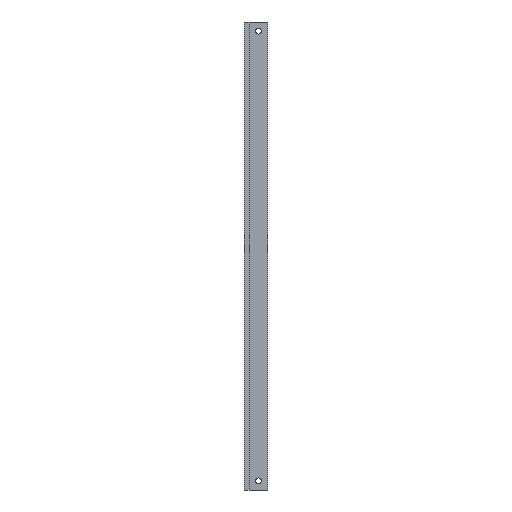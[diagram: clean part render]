
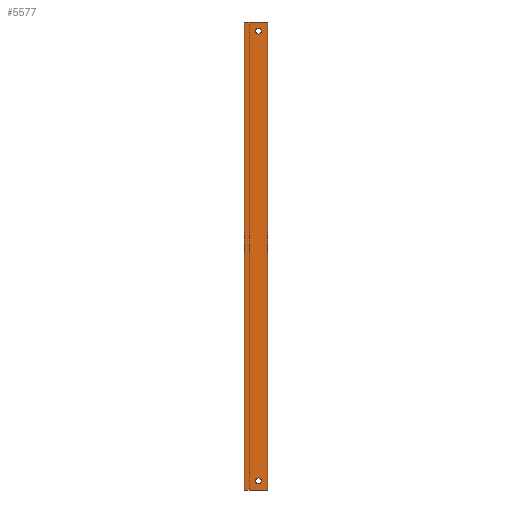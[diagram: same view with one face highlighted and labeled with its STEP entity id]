
A CAD part, front view. The second image highlights one B-rep face of the part: STEP entity #5577.
In plain terms, the highlighted free-form (B-spline) face has degree [1, 1] with [2, 2] control points.
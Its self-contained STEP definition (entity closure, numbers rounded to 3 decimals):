
#5460=(
BOUNDED_SURFACE()
B_SPLINE_SURFACE(1,1,((#5461,#5462),(#5463,#5464)),.UNSPECIFIED.,.F.,.F.,.F.)
B_SPLINE_SURFACE_WITH_KNOTS((2,2),(2,2),(0.000,1.000),(0.000,1.000),.UNSPECIFIED.)
GEOMETRIC_REPRESENTATION_ITEM()
RATIONAL_B_SPLINE_SURFACE(((1.,1.),(1.,1.)))
REPRESENTATION_ITEM('')
SURFACE()
);
#5461=CARTESIAN_POINT('',(-13.314,0.,12.314));
#5462=CARTESIAN_POINT('',(21.314,0.,12.314));
#5463=CARTESIAN_POINT('',(-13.314,0.,-215.514));
#5464=CARTESIAN_POINT('',(21.314,0.,-215.514));
#5465=CARTESIAN_POINT('',(-1.,0.,0.));
#5466=VERTEX_POINT('',#5465);
#5467=(
BOUNDED_CURVE()
B_SPLINE_CURVE(1,(#5468,#5469),.UNSPECIFIED.,.F.,.F.)
B_SPLINE_CURVE_WITH_KNOTS((2,2),(0.000,1.000),.UNSPECIFIED.)
CURVE()
GEOMETRIC_REPRESENTATION_ITEM()
RATIONAL_B_SPLINE_CURVE((1.,1.))
REPRESENTATION_ITEM('')
);
#5468=CARTESIAN_POINT('',(-1.,0.,0.));
#5469=CARTESIAN_POINT('',(1.,0.,0.));
#5470=CARTESIAN_POINT('',(1.,0.,0.));
#5471=VERTEX_POINT('',#5470);
#5472=EDGE_CURVE('',#5466,#5471,#5467,.T.);
#5473=ORIENTED_EDGE('',*,*,#5472,.T.);
#5474=(
BOUNDED_CURVE()
B_SPLINE_CURVE(1,(#5475,#5476),.UNSPECIFIED.,.F.,.F.)
B_SPLINE_CURVE_WITH_KNOTS((2,2),(0.000,1.000),.UNSPECIFIED.)
CURVE()
GEOMETRIC_REPRESENTATION_ITEM()
RATIONAL_B_SPLINE_CURVE((1.,1.))
REPRESENTATION_ITEM('')
);
#5475=CARTESIAN_POINT('',(1.,0.,0.));
#5476=CARTESIAN_POINT('',(9.,0.,0.));
#5477=CARTESIAN_POINT('',(9.,0.,0.));
#5478=VERTEX_POINT('',#5477);
#5479=EDGE_CURVE('',#5471,#5478,#5474,.T.);
#5480=ORIENTED_EDGE('',*,*,#5479,.T.);
#5481=(
BOUNDED_CURVE()
B_SPLINE_CURVE(1,(#5482,#5483),.UNSPECIFIED.,.F.,.F.)
B_SPLINE_CURVE_WITH_KNOTS((2,2),(0.000,1.000),.UNSPECIFIED.)
CURVE()
GEOMETRIC_REPRESENTATION_ITEM()
RATIONAL_B_SPLINE_CURVE((1.,1.))
REPRESENTATION_ITEM('')
);
#5482=CARTESIAN_POINT('',(9.,0.,0.));
#5483=CARTESIAN_POINT('',(9.,0.,-203.2));
#5484=CARTESIAN_POINT('',(9.,0.,-203.2));
#5485=VERTEX_POINT('',#5484);
#5486=EDGE_CURVE('',#5478,#5485,#5481,.T.);
#5487=ORIENTED_EDGE('',*,*,#5486,.T.);
#5488=(
BOUNDED_CURVE()
B_SPLINE_CURVE(1,(#5489,#5490),.UNSPECIFIED.,.F.,.F.)
B_SPLINE_CURVE_WITH_KNOTS((2,2),(0.000,1.000),.UNSPECIFIED.)
CURVE()
GEOMETRIC_REPRESENTATION_ITEM()
RATIONAL_B_SPLINE_CURVE((1.,1.))
REPRESENTATION_ITEM('')
);
#5489=CARTESIAN_POINT('',(9.,0.,-203.2));
#5490=CARTESIAN_POINT('',(1.,0.,-203.2));
#5491=CARTESIAN_POINT('',(1.,0.,-203.2));
#5492=VERTEX_POINT('',#5491);
#5493=EDGE_CURVE('',#5485,#5492,#5488,.T.);
#5494=ORIENTED_EDGE('',*,*,#5493,.T.);
#5495=(
BOUNDED_CURVE()
B_SPLINE_CURVE(1,(#5496,#5497),.UNSPECIFIED.,.F.,.F.)
B_SPLINE_CURVE_WITH_KNOTS((2,2),(0.000,1.000),.UNSPECIFIED.)
CURVE()
GEOMETRIC_REPRESENTATION_ITEM()
RATIONAL_B_SPLINE_CURVE((1.,1.))
REPRESENTATION_ITEM('')
);
#5496=CARTESIAN_POINT('',(1.,0.,-203.2));
#5497=CARTESIAN_POINT('',(-1.,0.,-203.2));
#5498=CARTESIAN_POINT('',(-1.,0.,-203.2));
#5499=VERTEX_POINT('',#5498);
#5500=EDGE_CURVE('',#5492,#5499,#5495,.T.);
#5501=ORIENTED_EDGE('',*,*,#5500,.T.);
#5502=(
BOUNDED_CURVE()
B_SPLINE_CURVE(1,(#5503,#5504),.UNSPECIFIED.,.F.,.F.)
B_SPLINE_CURVE_WITH_KNOTS((2,2),(0.000,1.000),.UNSPECIFIED.)
CURVE()
GEOMETRIC_REPRESENTATION_ITEM()
RATIONAL_B_SPLINE_CURVE((1.,1.))
REPRESENTATION_ITEM('')
);
#5503=CARTESIAN_POINT('',(-1.,0.,-203.2));
#5504=CARTESIAN_POINT('',(-1.,0.,0.));
#5505=EDGE_CURVE('',#5499,#5466,#5502,.T.);
#5506=ORIENTED_EDGE('',*,*,#5505,.T.);
#5507=EDGE_LOOP('',(#5473,#5480,#5487,#5494,#5501,#5506));
#5508=FACE_OUTER_BOUND('',#5507,.T.);
#5509=CARTESIAN_POINT('',(3.75,0.,-199.2));
#5510=VERTEX_POINT('',#5509);
#5511=(
BOUNDED_CURVE()
B_SPLINE_CURVE(2,(#5512,#5513,#5514),.UNSPECIFIED.,.F.,.F.)
B_SPLINE_CURVE_WITH_KNOTS((3,3),(0.000,1.000),.UNSPECIFIED.)
CURVE()
GEOMETRIC_REPRESENTATION_ITEM()
RATIONAL_B_SPLINE_CURVE((1.,0.707,1.))
REPRESENTATION_ITEM('')
);
#5512=CARTESIAN_POINT('',(3.75,0.,-199.2));
#5513=CARTESIAN_POINT('',(3.75,0.,-200.45));
#5514=CARTESIAN_POINT('',(5.,0.,-200.45));
#5515=CARTESIAN_POINT('',(5.,0.,-200.45));
#5516=VERTEX_POINT('',#5515);
#5517=EDGE_CURVE('',#5510,#5516,#5511,.T.);
#5518=ORIENTED_EDGE('',*,*,#5517,.T.);
#5519=(
BOUNDED_CURVE()
B_SPLINE_CURVE(2,(#5520,#5521,#5522),.UNSPECIFIED.,.F.,.F.)
B_SPLINE_CURVE_WITH_KNOTS((3,3),(0.000,1.000),.UNSPECIFIED.)
CURVE()
GEOMETRIC_REPRESENTATION_ITEM()
RATIONAL_B_SPLINE_CURVE((1.,0.707,1.))
REPRESENTATION_ITEM('')
);
#5520=CARTESIAN_POINT('',(5.,0.,-200.45));
#5521=CARTESIAN_POINT('',(6.25,0.,-200.45));
#5522=CARTESIAN_POINT('',(6.25,0.,-199.2));
#5523=CARTESIAN_POINT('',(6.25,0.,-199.2));
#5524=VERTEX_POINT('',#5523);
#5525=EDGE_CURVE('',#5516,#5524,#5519,.T.);
#5526=ORIENTED_EDGE('',*,*,#5525,.T.);
#5527=(
BOUNDED_CURVE()
B_SPLINE_CURVE(2,(#5528,#5529,#5530),.UNSPECIFIED.,.F.,.F.)
B_SPLINE_CURVE_WITH_KNOTS((3,3),(0.000,1.000),.UNSPECIFIED.)
CURVE()
GEOMETRIC_REPRESENTATION_ITEM()
RATIONAL_B_SPLINE_CURVE((1.,0.707,1.))
REPRESENTATION_ITEM('')
);
#5528=CARTESIAN_POINT('',(6.25,0.,-199.2));
#5529=CARTESIAN_POINT('',(6.25,0.,-197.95));
#5530=CARTESIAN_POINT('',(5.,0.,-197.95));
#5531=CARTESIAN_POINT('',(5.,0.,-197.95));
#5532=VERTEX_POINT('',#5531);
#5533=EDGE_CURVE('',#5524,#5532,#5527,.T.);
#5534=ORIENTED_EDGE('',*,*,#5533,.T.);
#5535=(
BOUNDED_CURVE()
B_SPLINE_CURVE(2,(#5536,#5537,#5538),.UNSPECIFIED.,.F.,.F.)
B_SPLINE_CURVE_WITH_KNOTS((3,3),(0.000,1.000),.UNSPECIFIED.)
CURVE()
GEOMETRIC_REPRESENTATION_ITEM()
RATIONAL_B_SPLINE_CURVE((1.,0.707,1.))
REPRESENTATION_ITEM('')
);
#5536=CARTESIAN_POINT('',(5.,0.,-197.95));
#5537=CARTESIAN_POINT('',(3.75,0.,-197.95));
#5538=CARTESIAN_POINT('',(3.75,0.,-199.2));
#5539=EDGE_CURVE('',#5532,#5510,#5535,.T.);
#5540=ORIENTED_EDGE('',*,*,#5539,.T.);
#5541=EDGE_LOOP('',(#5518,#5526,#5534,#5540));
#5542=FACE_BOUND('',#5541,.T.);
#5543=CARTESIAN_POINT('',(3.75,0.,-4.));
#5544=VERTEX_POINT('',#5543);
#5545=(
BOUNDED_CURVE()
B_SPLINE_CURVE(2,(#5546,#5547,#5548),.UNSPECIFIED.,.F.,.F.)
B_SPLINE_CURVE_WITH_KNOTS((3,3),(0.000,1.000),.UNSPECIFIED.)
CURVE()
GEOMETRIC_REPRESENTATION_ITEM()
RATIONAL_B_SPLINE_CURVE((1.,0.707,1.))
REPRESENTATION_ITEM('')
);
#5546=CARTESIAN_POINT('',(3.75,0.,-4.));
#5547=CARTESIAN_POINT('',(3.75,0.,-5.25));
#5548=CARTESIAN_POINT('',(5.,0.,-5.25));
#5549=CARTESIAN_POINT('',(5.,0.,-5.25));
#5550=VERTEX_POINT('',#5549);
#5551=EDGE_CURVE('',#5544,#5550,#5545,.T.);
#5552=ORIENTED_EDGE('',*,*,#5551,.T.);
#5553=(
BOUNDED_CURVE()
B_SPLINE_CURVE(2,(#5554,#5555,#5556),.UNSPECIFIED.,.F.,.F.)
B_SPLINE_CURVE_WITH_KNOTS((3,3),(0.000,1.000),.UNSPECIFIED.)
CURVE()
GEOMETRIC_REPRESENTATION_ITEM()
RATIONAL_B_SPLINE_CURVE((1.,0.707,1.))
REPRESENTATION_ITEM('')
);
#5554=CARTESIAN_POINT('',(5.,0.,-5.25));
#5555=CARTESIAN_POINT('',(6.25,0.,-5.25));
#5556=CARTESIAN_POINT('',(6.25,0.,-4.));
#5557=CARTESIAN_POINT('',(6.25,0.,-4.));
#5558=VERTEX_POINT('',#5557);
#5559=EDGE_CURVE('',#5550,#5558,#5553,.T.);
#5560=ORIENTED_EDGE('',*,*,#5559,.T.);
#5561=(
BOUNDED_CURVE()
B_SPLINE_CURVE(2,(#5562,#5563,#5564),.UNSPECIFIED.,.F.,.F.)
B_SPLINE_CURVE_WITH_KNOTS((3,3),(0.000,1.000),.UNSPECIFIED.)
CURVE()
GEOMETRIC_REPRESENTATION_ITEM()
RATIONAL_B_SPLINE_CURVE((1.,0.707,1.))
REPRESENTATION_ITEM('')
);
#5562=CARTESIAN_POINT('',(6.25,0.,-4.));
#5563=CARTESIAN_POINT('',(6.25,0.,-2.75));
#5564=CARTESIAN_POINT('',(5.,0.,-2.75));
#5565=CARTESIAN_POINT('',(5.,0.,-2.75));
#5566=VERTEX_POINT('',#5565);
#5567=EDGE_CURVE('',#5558,#5566,#5561,.T.);
#5568=ORIENTED_EDGE('',*,*,#5567,.T.);
#5569=(
BOUNDED_CURVE()
B_SPLINE_CURVE(2,(#5570,#5571,#5572),.UNSPECIFIED.,.F.,.F.)
B_SPLINE_CURVE_WITH_KNOTS((3,3),(0.000,1.000),.UNSPECIFIED.)
CURVE()
GEOMETRIC_REPRESENTATION_ITEM()
RATIONAL_B_SPLINE_CURVE((1.,0.707,1.))
REPRESENTATION_ITEM('')
);
#5570=CARTESIAN_POINT('',(5.,0.,-2.75));
#5571=CARTESIAN_POINT('',(3.75,0.,-2.75));
#5572=CARTESIAN_POINT('',(3.75,0.,-4.));
#5573=EDGE_CURVE('',#5566,#5544,#5569,.T.);
#5574=ORIENTED_EDGE('',*,*,#5573,.T.);
#5575=EDGE_LOOP('',(#5552,#5560,#5568,#5574));
#5576=FACE_BOUND('',#5575,.T.);
#5577=ADVANCED_FACE('',(#5508,#5542,#5576),#5460,.T.);
